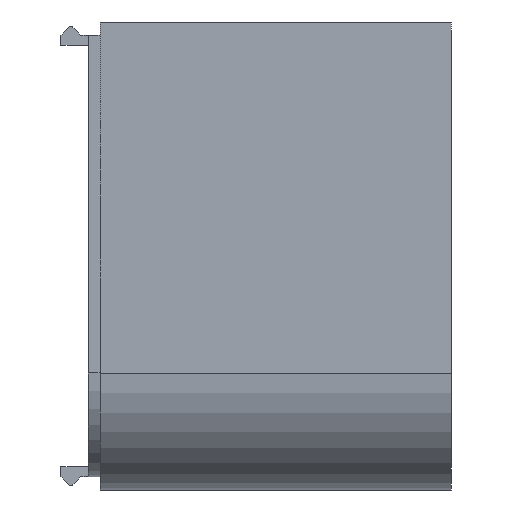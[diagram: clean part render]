
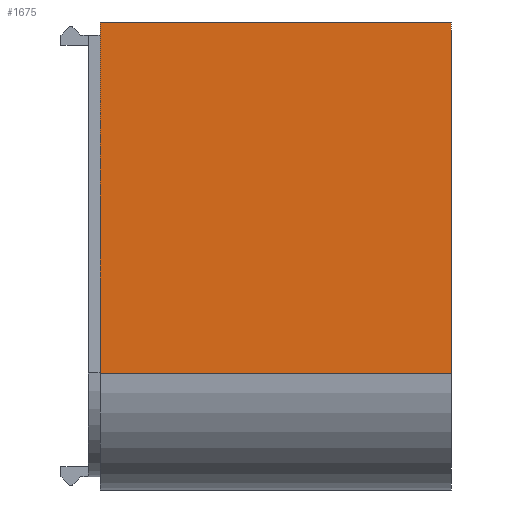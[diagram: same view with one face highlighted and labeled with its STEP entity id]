
A CAD part, left-side view. The second image highlights one B-rep face of the part: STEP entity #1675.
In plain terms, the highlighted planar face has unit normal (-1, 0, 0).
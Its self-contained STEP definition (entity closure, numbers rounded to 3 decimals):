
#44 = FACE_OUTER_BOUND ( 'NONE', #1979, .T. ) ;
#95 = LINE ( 'NONE', #965, #1981 ) ;
#118 = AXIS2_PLACEMENT_3D ( 'NONE', #332, #1807, #1478 ) ;
#125 = EDGE_CURVE ( 'NONE', #194, #1195, #1978, .T. ) ;
#178 = EDGE_CURVE ( 'NONE', #757, #194, #95, .T. ) ;
#194 = VERTEX_POINT ( 'NONE', #1810 ) ;
#203 = CARTESIAN_POINT ( 'NONE',  ( -72.5, 60., 0. ) ) ;
#250 = EDGE_CURVE ( 'NONE', #1132, #1195, #1199, .T. ) ;
#332 = CARTESIAN_POINT ( 'NONE',  ( -72.5, 60., 0. ) ) ;
#356 = CARTESIAN_POINT ( 'NONE',  ( -72.5, 60., 0. ) ) ;
#423 = CARTESIAN_POINT ( 'NONE',  ( -72.5, 60., -60. ) ) ;
#461 = DIRECTION ( 'NONE',  ( 0., 0., 1. ) ) ;
#472 = CARTESIAN_POINT ( 'NONE',  ( -72.5, 0., 0. ) ) ;
#521 = DIRECTION ( 'NONE',  ( 0., -1., 0. ) ) ;
#692 = VECTOR ( 'NONE', #1141, 1000. ) ;
#757 = VERTEX_POINT ( 'NONE', #423 ) ;
#965 = CARTESIAN_POINT ( 'NONE',  ( -72.5, 60., -60. ) ) ;
#978 = PLANE ( 'NONE',  #118 ) ;
#1008 = DIRECTION ( 'NONE',  ( 0., -1., 0. ) ) ;
#1026 = CARTESIAN_POINT ( 'NONE',  ( -72.5, 60., 0. ) ) ;
#1093 = ORIENTED_EDGE ( 'NONE', *, *, #125, .T. ) ;
#1132 = VERTEX_POINT ( 'NONE', #356 ) ;
#1141 = DIRECTION ( 'NONE',  ( 0., 0., 1. ) ) ;
#1195 = VERTEX_POINT ( 'NONE', #1641 ) ;
#1199 = LINE ( 'NONE', #1026, #1584 ) ;
#1318 = ORIENTED_EDGE ( 'NONE', *, *, #250, .F. ) ;
#1374 = ORIENTED_EDGE ( 'NONE', *, *, #178, .T. ) ;
#1449 = ORIENTED_EDGE ( 'NONE', *, *, #1637, .F. ) ;
#1478 = DIRECTION ( 'NONE',  ( 0., 0., -1. ) ) ;
#1531 = VECTOR ( 'NONE', #461, 1000. ) ;
#1584 = VECTOR ( 'NONE', #521, 1000. ) ;
#1637 = EDGE_CURVE ( 'NONE', #757, #1132, #1965, .T. ) ;
#1641 = CARTESIAN_POINT ( 'NONE',  ( -72.5, 0., 0. ) ) ;
#1675 = ADVANCED_FACE ( 'NONE', ( #44 ), #978, .F. ) ;
#1807 = DIRECTION ( 'NONE',  ( 1., 0., 0. ) ) ;
#1810 = CARTESIAN_POINT ( 'NONE',  ( -72.5, 0., -60. ) ) ;
#1965 = LINE ( 'NONE', #203, #692 ) ;
#1978 = LINE ( 'NONE', #472, #1531 ) ;
#1979 = EDGE_LOOP ( 'NONE', ( #1374, #1093, #1318, #1449 ) ) ;
#1981 = VECTOR ( 'NONE', #1008, 1000. ) ;
